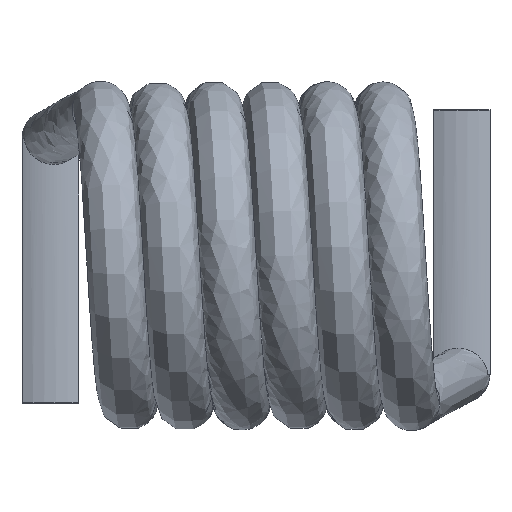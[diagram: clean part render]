
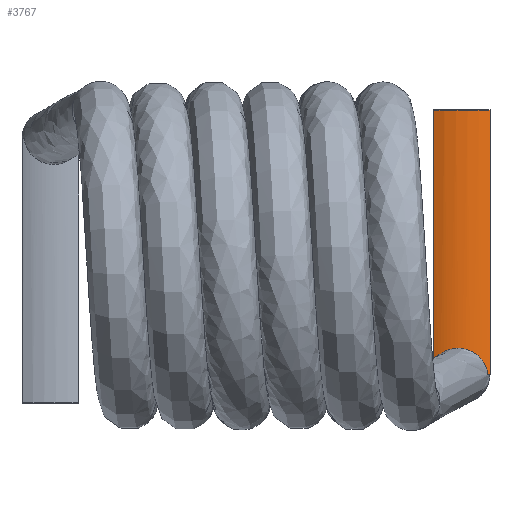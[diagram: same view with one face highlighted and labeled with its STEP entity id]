
A CAD part, top view. The second image highlights one B-rep face of the part: STEP entity #3767.
In plain terms, the highlighted cylindrical face has radius 1.354 mm (diameter 2.709 mm), a partial arc.
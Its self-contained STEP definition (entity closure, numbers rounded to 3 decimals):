
#3261 = VERTEX_POINT('',#3262);
#3262 = CARTESIAN_POINT('',(4.424,-2.255,0.721));
#3282 = EDGE_CURVE('',#3283,#3261,#3285,.T.);
#3283 = VERTEX_POINT('',#3284);
#3284 = CARTESIAN_POINT('',(3.39,-2.072,0.702));
#3285 = B_SPLINE_CURVE_WITH_KNOTS('',7,(#3286,#3287,#3288,#3289,#3290,
#3291,#3292,#3293,#3294,#3295,#3296,#3297,#3298,#3299,#3300,#3301,
#3302,#3303,#3304,#3305,#3306,#3307,#3308,#3309,#3310,#3311,#3312,
#3313,#3314,#3315,#3316,#3317),.UNSPECIFIED.,.F.,.F.,(8,6,6,6,6,8),(
0.,0.226,0.406,0.572,0.731,1.),
.UNSPECIFIED.);
#3286 = CARTESIAN_POINT('',(3.39,-2.072,0.702));
#3287 = CARTESIAN_POINT('',(3.406,-2.03,0.709
));
#3288 = CARTESIAN_POINT('',(3.426,-1.99,
0.717));
#3289 = CARTESIAN_POINT('',(3.45,-1.952,
0.727));
#3290 = CARTESIAN_POINT('',(3.477,-1.917,
0.737));
#3291 = CARTESIAN_POINT('',(3.509,-1.885,
0.748));
#3292 = CARTESIAN_POINT('',(3.543,-1.857,
0.759));
#3293 = CARTESIAN_POINT('',(3.611,-1.813,
0.777));
#3294 = CARTESIAN_POINT('',(3.643,-1.796,0.784
));
#3295 = CARTESIAN_POINT('',(3.677,-1.782,
0.791));
#3296 = CARTESIAN_POINT('',(3.712,-1.771,
0.798));
#3297 = CARTESIAN_POINT('',(3.748,-1.762,
0.803));
#3298 = CARTESIAN_POINT('',(3.785,-1.757,
0.807));
#3299 = CARTESIAN_POINT('',(3.857,-1.752,
0.813));
#3300 = CARTESIAN_POINT('',(3.893,-1.753,
0.815));
#3301 = CARTESIAN_POINT('',(3.928,-1.756,
0.815));
#3302 = CARTESIAN_POINT('',(3.963,-1.761,0.815
));
#3303 = CARTESIAN_POINT('',(3.998,-1.769,
0.813));
#3304 = CARTESIAN_POINT('',(4.032,-1.78,
0.811));
#3305 = CARTESIAN_POINT('',(4.097,-1.804,0.804)
);
#3306 = CARTESIAN_POINT('',(4.128,-1.818,
0.8));
#3307 = CARTESIAN_POINT('',(4.158,-1.835,
0.796));
#3308 = CARTESIAN_POINT('',(4.187,-1.853,
0.79));
#3309 = CARTESIAN_POINT('',(4.214,-1.872,
0.785));
#3310 = CARTESIAN_POINT('',(4.24,-1.894,0.779
));
#3311 = CARTESIAN_POINT('',(4.304,-1.955,0.762
));
#3312 = CARTESIAN_POINT('',(4.34,-1.998,
0.752));
#3313 = CARTESIAN_POINT('',(4.37,-2.045,
0.741));
#3314 = CARTESIAN_POINT('',(4.394,-2.095,
0.733));
#3315 = CARTESIAN_POINT('',(4.411,-2.147,
0.726));
#3316 = CARTESIAN_POINT('',(4.421,-2.201,
0.722));
#3317 = CARTESIAN_POINT('',(4.424,-2.255,0.721));
#3749 = VERTEX_POINT('',#3750);
#3750 = CARTESIAN_POINT('',(3.39,2.795,0.702));
#3756 = EDGE_CURVE('',#3283,#3749,#3757,.T.);
#3757 = LINE('',#3758,#3759);
#3758 = CARTESIAN_POINT('',(3.39,-2.255,0.702));
#3759 = VECTOR('',#3760,1.);
#3760 = DIRECTION('',(0.,1.,0.));
#3767 = ADVANCED_FACE('',(#3768),#3796,.T.);
#3768 = FACE_BOUND('',#3769,.F.);
#3769 = EDGE_LOOP('',(#3770,#3771,#3772,#3781,#3789));
#3770 = ORIENTED_EDGE('',*,*,#3282,.F.);
#3771 = ORIENTED_EDGE('',*,*,#3756,.T.);
#3772 = ORIENTED_EDGE('',*,*,#3773,.T.);
#3773 = EDGE_CURVE('',#3749,#3774,#3776,.T.);
#3774 = VERTEX_POINT('',#3775);
#3775 = CARTESIAN_POINT('',(4.47,2.795,0.702));
#3776 = CIRCLE('',#3777,1.354);
#3777 = AXIS2_PLACEMENT_3D('',#3778,#3779,#3780);
#3778 = CARTESIAN_POINT('',(3.93,2.795,-0.54));
#3779 = DIRECTION('',(0.,1.,0.));
#3780 = DIRECTION('',(-0.399,0.,0.917)
);
#3781 = ORIENTED_EDGE('',*,*,#3782,.F.);
#3782 = EDGE_CURVE('',#3783,#3774,#3785,.T.);
#3783 = VERTEX_POINT('',#3784);
#3784 = CARTESIAN_POINT('',(4.47,-2.255,0.702));
#3785 = LINE('',#3786,#3787);
#3786 = CARTESIAN_POINT('',(4.47,-2.255,0.702));
#3787 = VECTOR('',#3788,1.);
#3788 = DIRECTION('',(0.,1.,0.));
#3789 = ORIENTED_EDGE('',*,*,#3790,.F.);
#3790 = EDGE_CURVE('',#3261,#3783,#3791,.T.);
#3791 = CIRCLE('',#3792,1.354);
#3792 = AXIS2_PLACEMENT_3D('',#3793,#3794,#3795);
#3793 = CARTESIAN_POINT('',(3.93,-2.255,-0.54));
#3794 = DIRECTION('',(0.,1.,0.));
#3795 = DIRECTION('',(-0.399,0.,0.917)
);
#3796 = CYLINDRICAL_SURFACE('',#3797,1.354);
#3797 = AXIS2_PLACEMENT_3D('',#3798,#3799,#3800);
#3798 = CARTESIAN_POINT('',(3.93,-2.255,-0.54));
#3799 = DIRECTION('',(0.,-1.,0.));
#3800 = DIRECTION('',(-0.399,0.,0.917)
);
